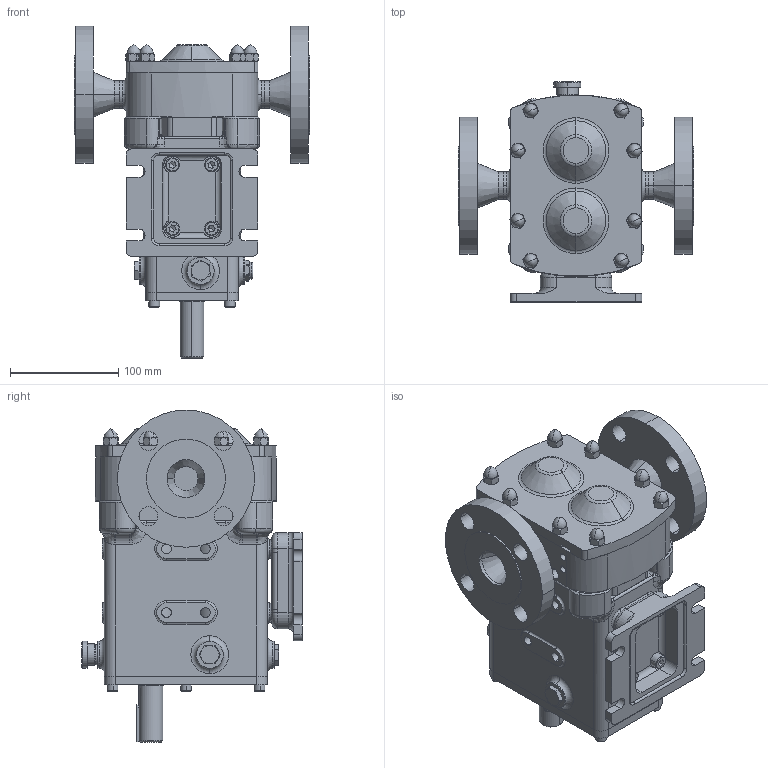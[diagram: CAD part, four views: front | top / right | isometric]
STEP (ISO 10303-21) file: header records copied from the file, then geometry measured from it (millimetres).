
FILE_DESCRIPTION (( 'STEP AP214' ), '1' );
FILE_NAME ('GA4260.STEP', '2024-11-06T21:35:23', ( '' ), ( '' ), 'SwSTEP 2.0', 'SolidWorks 2023', '' );
FILE_SCHEMA (( 'AUTOMOTIVE_DESIGN' ));
Length unit declared in the file: millimetre
Products named in the file (3): Copy of Z94-5301-12 - 1.5 Inch to 1 Inch W-Neck^GA4260; Copy of R0150 CPP H TSD^GA4260; GA4260
Assembly tree (3 placements, depth 2):
  GA4260
    Copy of R0150 CPP H TSD^GA4260
    Copy of Z94-5301-12 - 1.5 Inch to 1 Inch W-Neck^GA4260  x2
Bounding box: 218 x 203.86 x 307.3 mm (x, y, z)
Volume: 3828331.5 mm3; surface area: 298178.8 mm2
Topology: 3 solids, 3 shells, 1249 faces, 3074 edges, 1882 vertices
Faces by surface type: plane 367, cylinder 353, cone 198, bspline 184, torus 145, sphere 2
Entity records: 41245 total; most frequent: CARTESIAN_POINT 14251, ORIENTED_EDGE 5940, DIRECTION 5439, EDGE_CURVE 2970, AXIS2_PLACEMENT_3D 2258, VERTEX_POINT 1844, EDGE_LOOP 1336, ADVANCED_FACE 1223
